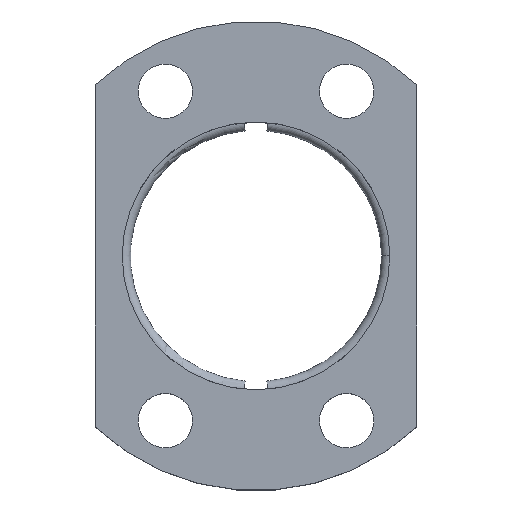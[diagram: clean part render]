
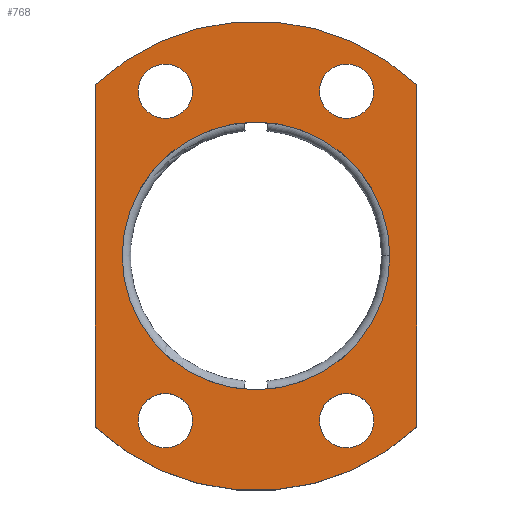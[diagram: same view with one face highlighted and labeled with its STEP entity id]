
A CAD part, top view. The second image highlights one B-rep face of the part: STEP entity #768.
In plain terms, the highlighted planar face has unit normal (0, 0, 1).
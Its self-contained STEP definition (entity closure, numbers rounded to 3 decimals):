
#3 = AXIS2_PLACEMENT_3D ( 'NONE', #177, #1108, #305 ) ;
#14 = ORIENTED_EDGE ( 'NONE', *, *, #1178, .T. ) ;
#17 = AXIS2_PLACEMENT_3D ( 'NONE', #965, #169, #1104 ) ;
#24 = FACE_OUTER_BOUND ( 'NONE', #916, .T. ) ;
#25 = AXIS2_PLACEMENT_3D ( 'NONE', #289, #1227, #424 ) ;
#31 = AXIS2_PLACEMENT_3D ( 'NONE', #821, #33, #955 ) ;
#32 = CIRCLE ( 'NONE', #643, 3.3 ) ;
#33 = DIRECTION ( 'NONE',  ( 0., 0., -1. ) ) ;
#44 = AXIS2_PLACEMENT_3D ( 'NONE', #551, #1453, #679 ) ;
#93 = CARTESIAN_POINT ( 'NONE',  ( 14.3, -20., 0. ) ) ;
#114 = VERTEX_POINT ( 'NONE', #922 ) ;
#127 = AXIS2_PLACEMENT_3D ( 'NONE', #1090, #284, #1225 ) ;
#169 = DIRECTION ( 'NONE',  ( 0., 0., -1. ) ) ;
#171 = PLANE ( 'NONE',  #380 ) ;
#173 = CIRCLE ( 'NONE', #185, 16.25 ) ;
#177 = CARTESIAN_POINT ( 'NONE',  ( 0., 0., 0. ) ) ;
#183 = VERTEX_POINT ( 'NONE', #650 ) ;
#185 = AXIS2_PLACEMENT_3D ( 'NONE', #394, #1324, #529 ) ;
#186 = DIRECTION ( 'NONE',  ( 0., 0., -1. ) ) ;
#187 = CARTESIAN_POINT ( 'NONE',  ( -7.7, 20., 0. ) ) ;
#195 = CIRCLE ( 'NONE', #44, 3.3 ) ;
#218 = AXIS2_PLACEMENT_3D ( 'NONE', #1180, #378, #1301 ) ;
#220 = VERTEX_POINT ( 'NONE', #260 ) ;
#260 = CARTESIAN_POINT ( 'NONE',  ( -14.3, -20., 0. ) ) ;
#274 = CARTESIAN_POINT ( 'NONE',  ( 7.7, 20., 0. ) ) ;
#284 = DIRECTION ( 'NONE',  ( 0., 0., -1. ) ) ;
#289 = CARTESIAN_POINT ( 'NONE',  ( 11., -20., 0. ) ) ;
#295 = CIRCLE ( 'NONE', #979, 28.5 ) ;
#303 = DIRECTION ( 'NONE',  ( -1., 0., 0. ) ) ;
#305 = DIRECTION ( 'NONE',  ( 1., 0., 0. ) ) ;
#361 = AXIS2_PLACEMENT_3D ( 'NONE', #717, #1607, #848 ) ;
#366 = FACE_BOUND ( 'NONE', #1248, .T. ) ;
#378 = DIRECTION ( 'NONE',  ( 0., 0., 1. ) ) ;
#380 = AXIS2_PLACEMENT_3D ( 'NONE', #1585, #1107, #303 ) ;
#394 = CARTESIAN_POINT ( 'NONE',  ( 0., 0., 0. ) ) ;
#416 = CIRCLE ( 'NONE', #3, 16.25 ) ;
#420 = VERTEX_POINT ( 'NONE', #487 ) ;
#424 = DIRECTION ( 'NONE',  ( -1., 0., 0. ) ) ;
#461 = ORIENTED_EDGE ( 'NONE', *, *, #1185, .F. ) ;
#487 = CARTESIAN_POINT ( 'NONE',  ( 19.5, -20.785, 0. ) ) ;
#529 = DIRECTION ( 'NONE',  ( 1., 0., 0. ) ) ;
#551 = CARTESIAN_POINT ( 'NONE',  ( 11., 20., 0. ) ) ;
#581 = DIRECTION ( 'NONE',  ( 0., 0., 1. ) ) ;
#596 = CARTESIAN_POINT ( 'NONE',  ( 16.25, 0., 0. ) ) ;
#610 = CARTESIAN_POINT ( 'NONE',  ( -19.5, 20.785, 0. ) ) ;
#624 = ORIENTED_EDGE ( 'NONE', *, *, #1207, .T. ) ;
#643 = AXIS2_PLACEMENT_3D ( 'NONE', #699, #1588, #827 ) ;
#650 = CARTESIAN_POINT ( 'NONE',  ( -19.5, -20.785, 0. ) ) ;
#665 = VERTEX_POINT ( 'NONE', #1002 ) ;
#671 = VERTEX_POINT ( 'NONE', #274 ) ;
#679 = DIRECTION ( 'NONE',  ( -1., 0., 0. ) ) ;
#681 = FACE_BOUND ( 'NONE', #1468, .T. ) ;
#687 = ORIENTED_EDGE ( 'NONE', *, *, #1162, .T. ) ;
#689 = VECTOR ( 'NONE', #1365, 1000. ) ;
#699 = CARTESIAN_POINT ( 'NONE',  ( -11., 20., 0. ) ) ;
#702 = CARTESIAN_POINT ( 'NONE',  ( 19.5, 0., 0. ) ) ;
#712 = ORIENTED_EDGE ( 'NONE', *, *, #1182, .T. ) ;
#717 = CARTESIAN_POINT ( 'NONE',  ( -11., 20., 0. ) ) ;
#725 = FACE_BOUND ( 'NONE', #1042, .T. ) ;
#730 = LINE ( 'NONE', #974, #689 ) ;
#768 = ADVANCED_FACE ( 'NONE', ( #725, #366, #1387, #1036, #681, #24 ), #171, .F. ) ;
#795 = VERTEX_POINT ( 'NONE', #1479 ) ;
#807 = VERTEX_POINT ( 'NONE', #187 ) ;
#809 = EDGE_CURVE ( 'NONE', #807, #1460, #937, .T. ) ;
#811 = ORIENTED_EDGE ( 'NONE', *, *, #1199, .F. ) ;
#821 = CARTESIAN_POINT ( 'NONE',  ( 11., 20., 0. ) ) ;
#827 = DIRECTION ( 'NONE',  ( -1., 0., 0. ) ) ;
#832 = EDGE_LOOP ( 'NONE', ( #712, #1071 ) ) ;
#848 = DIRECTION ( 'NONE',  ( -1., 0., 0. ) ) ;
#854 = ORIENTED_EDGE ( 'NONE', *, *, #1030, .T. ) ;
#896 = ORIENTED_EDGE ( 'NONE', *, *, #931, .T. ) ;
#916 = EDGE_LOOP ( 'NONE', ( #461, #896, #811, #1012 ) ) ;
#922 = CARTESIAN_POINT ( 'NONE',  ( 14.3, 20., 0. ) ) ;
#931 = EDGE_CURVE ( 'NONE', #183, #420, #1617, .T. ) ;
#937 = CIRCLE ( 'NONE', #361, 3.3 ) ;
#941 = VERTEX_POINT ( 'NONE', #1044 ) ;
#955 = DIRECTION ( 'NONE',  ( -1., 0., 0. ) ) ;
#965 = CARTESIAN_POINT ( 'NONE',  ( -11., -20., 0. ) ) ;
#974 = CARTESIAN_POINT ( 'NONE',  ( -19.5, 0., 0. ) ) ;
#979 = AXIS2_PLACEMENT_3D ( 'NONE', #1380, #581, #1480 ) ;
#981 = CARTESIAN_POINT ( 'NONE',  ( -11., -20., 0. ) ) ;
#983 = EDGE_CURVE ( 'NONE', #1454, #1309, #173, .T. ) ;
#1002 = CARTESIAN_POINT ( 'NONE',  ( -7.7, -20., 0. ) ) ;
#1012 = ORIENTED_EDGE ( 'NONE', *, *, #1229, .T. ) ;
#1020 = CARTESIAN_POINT ( 'NONE',  ( -16.25, 0., 0. ) ) ;
#1030 = EDGE_CURVE ( 'NONE', #1443, #941, #1433, .T. ) ;
#1036 = FACE_BOUND ( 'NONE', #832, .T. ) ;
#1042 = EDGE_LOOP ( 'NONE', ( #687, #1641 ) ) ;
#1043 = VECTOR ( 'NONE', #1470, 1000. ) ;
#1044 = CARTESIAN_POINT ( 'NONE',  ( 7.7, -20., 0. ) ) ;
#1071 = ORIENTED_EDGE ( 'NONE', *, *, #809, .T. ) ;
#1090 = CARTESIAN_POINT ( 'NONE',  ( 11., -20., 0. ) ) ;
#1093 = CIRCLE ( 'NONE', #17, 3.3 ) ;
#1097 = ORIENTED_EDGE ( 'NONE', *, *, #1172, .T. ) ;
#1104 = DIRECTION ( 'NONE',  ( -1., 0., 0. ) ) ;
#1107 = DIRECTION ( 'NONE',  ( 0., 0., -1. ) ) ;
#1108 = DIRECTION ( 'NONE',  ( 0., 0., 1. ) ) ;
#1123 = DIRECTION ( 'NONE',  ( -1., 0., 0. ) ) ;
#1134 = CIRCLE ( 'NONE', #31, 3.3 ) ;
#1143 = EDGE_CURVE ( 'NONE', #114, #671, #195, .T. ) ;
#1162 = EDGE_CURVE ( 'NONE', #671, #114, #1134, .T. ) ;
#1172 = EDGE_CURVE ( 'NONE', #941, #1443, #1457, .T. ) ;
#1178 = EDGE_CURVE ( 'NONE', #220, #665, #1093, .T. ) ;
#1180 = CARTESIAN_POINT ( 'NONE',  ( 0., 0., 0. ) ) ;
#1182 = EDGE_CURVE ( 'NONE', #1460, #807, #32, .T. ) ;
#1183 = EDGE_CURVE ( 'NONE', #1309, #1454, #416, .T. ) ;
#1185 = EDGE_CURVE ( 'NONE', #183, #1418, #730, .T. ) ;
#1199 = EDGE_CURVE ( 'NONE', #795, #420, #1654, .T. ) ;
#1207 = EDGE_CURVE ( 'NONE', #665, #220, #1308, .T. ) ;
#1225 = DIRECTION ( 'NONE',  ( -1., 0., 0. ) ) ;
#1227 = DIRECTION ( 'NONE',  ( 0., 0., -1. ) ) ;
#1229 = EDGE_CURVE ( 'NONE', #795, #1418, #295, .T. ) ;
#1244 = AXIS2_PLACEMENT_3D ( 'NONE', #981, #186, #1123 ) ;
#1248 = EDGE_LOOP ( 'NONE', ( #1097, #854 ) ) ;
#1301 = DIRECTION ( 'NONE',  ( 1., 0., 0. ) ) ;
#1308 = CIRCLE ( 'NONE', #1244, 3.3 ) ;
#1309 = VERTEX_POINT ( 'NONE', #596 ) ;
#1324 = DIRECTION ( 'NONE',  ( 0., 0., 1. ) ) ;
#1337 = EDGE_LOOP ( 'NONE', ( #14, #624 ) ) ;
#1365 = DIRECTION ( 'NONE',  ( 0., 1., 0. ) ) ;
#1380 = CARTESIAN_POINT ( 'NONE',  ( 0., 0., 0. ) ) ;
#1387 = FACE_BOUND ( 'NONE', #1337, .T. ) ;
#1411 = ORIENTED_EDGE ( 'NONE', *, *, #983, .F. ) ;
#1418 = VERTEX_POINT ( 'NONE', #610 ) ;
#1433 = CIRCLE ( 'NONE', #127, 3.3 ) ;
#1443 = VERTEX_POINT ( 'NONE', #93 ) ;
#1453 = DIRECTION ( 'NONE',  ( 0., 0., -1. ) ) ;
#1454 = VERTEX_POINT ( 'NONE', #1020 ) ;
#1457 = CIRCLE ( 'NONE', #25, 3.3 ) ;
#1460 = VERTEX_POINT ( 'NONE', #1629 ) ;
#1468 = EDGE_LOOP ( 'NONE', ( #1639, #1411 ) ) ;
#1470 = DIRECTION ( 'NONE',  ( 0., -1., 0. ) ) ;
#1479 = CARTESIAN_POINT ( 'NONE',  ( 19.5, 20.785, 0. ) ) ;
#1480 = DIRECTION ( 'NONE',  ( 1., 0., 0. ) ) ;
#1585 = CARTESIAN_POINT ( 'NONE',  ( -16.25, 0., 0. ) ) ;
#1588 = DIRECTION ( 'NONE',  ( 0., 0., -1. ) ) ;
#1607 = DIRECTION ( 'NONE',  ( 0., 0., -1. ) ) ;
#1617 = CIRCLE ( 'NONE', #218, 28.5 ) ;
#1629 = CARTESIAN_POINT ( 'NONE',  ( -14.3, 20., 0. ) ) ;
#1639 = ORIENTED_EDGE ( 'NONE', *, *, #1183, .F. ) ;
#1641 = ORIENTED_EDGE ( 'NONE', *, *, #1143, .T. ) ;
#1654 = LINE ( 'NONE', #702, #1043 ) ;
